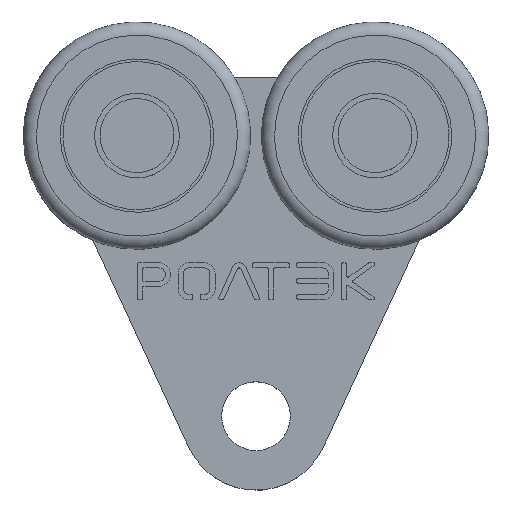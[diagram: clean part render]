
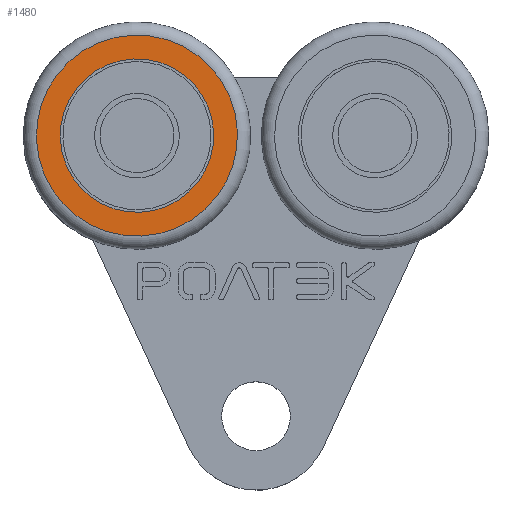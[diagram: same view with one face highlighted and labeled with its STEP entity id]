
A CAD part, top view. The second image highlights one B-rep face of the part: STEP entity #1480.
In plain terms, the highlighted planar face has unit normal (0, 0, 1).
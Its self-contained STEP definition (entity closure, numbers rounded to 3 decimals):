
#1480=ADVANCED_FACE('',(#3186,#3188),#3190,.F.);
#3186=FACE_BOUND('',#3187,.T.);
#3187=EDGE_LOOP('',(#4496));
#3188=FACE_BOUND('',#3189,.T.);
#3189=EDGE_LOOP('',(#4497));
#3190=PLANE('',#3191);
#3191=AXIS2_PLACEMENT_3D('',#3192,#3193,#3194);
#3192=CARTESIAN_POINT('',(-22.5,67.,27.));
#3193=DIRECTION('',(0.,0.,-1.));
#3194=DIRECTION('',(0.299,0.954,0.));
#4496=ORIENTED_EDGE('',*,*,#5018,.F.);
#4497=ORIENTED_EDGE('',*,*,#5012,.T.);
#5012=EDGE_CURVE('',#5742,#5742,#5743,.T.);
#5018=EDGE_CURVE('',#5754,#5754,#5755,.T.);
#5742=VERTEX_POINT('',#7472);
#5743=CIRCLE('',#7473,14.5);
#5754=VERTEX_POINT('',#7502);
#5755=CIRCLE('',#7503,19.);
#7472=CARTESIAN_POINT('',(-18.163,80.836,27.));
#7473=AXIS2_PLACEMENT_3D('',#7474,#7475,#7476);
#7474=CARTESIAN_POINT('',(-22.5,67.,27.));
#7475=DIRECTION('',(0.,0.,-1.));
#7476=DIRECTION('',(0.299,0.954,0.));
#7502=CARTESIAN_POINT('',(-16.817,85.13,27.));
#7503=AXIS2_PLACEMENT_3D('',#7504,#7505,#7506);
#7504=CARTESIAN_POINT('',(-22.5,67.,27.));
#7505=DIRECTION('',(0.,0.,-1.));
#7506=DIRECTION('',(0.299,0.954,0.));
